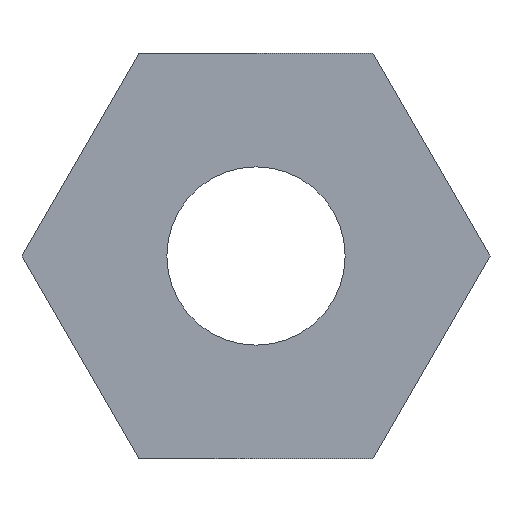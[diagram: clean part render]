
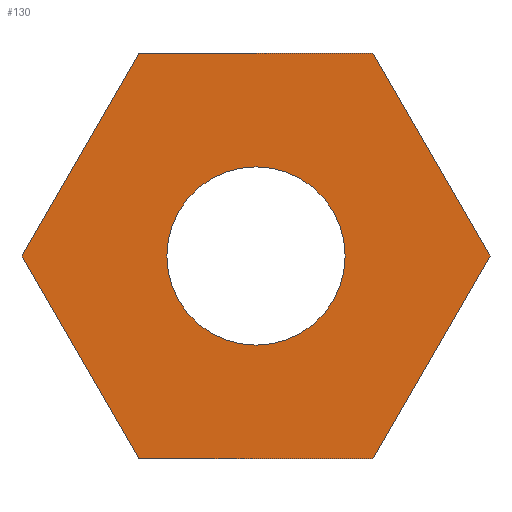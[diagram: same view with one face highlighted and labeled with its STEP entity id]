
A CAD part, front view. The second image highlights one B-rep face of the part: STEP entity #130.
In plain terms, the highlighted planar face has unit normal (0, -1, 0).
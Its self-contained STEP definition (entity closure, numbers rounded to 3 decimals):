
#2 = LINE ( 'NONE', #86, #133 ) ;
#3 = FACE_OUTER_BOUND ( 'NONE', #165, .T. ) ;
#11 = VERTEX_POINT ( 'NONE', #102 ) ;
#18 = EDGE_CURVE ( 'NONE', #222, #340, #260, .T. ) ;
#22 = ORIENTED_EDGE ( 'NONE', *, *, #36, .F. ) ;
#26 = LINE ( 'NONE', #203, #131 ) ;
#34 = LINE ( 'NONE', #208, #277 ) ;
#36 = EDGE_CURVE ( 'NONE', #340, #270, #90, .T. ) ;
#45 = DIRECTION ( 'NONE',  ( -0.5, 0., 0.866 ) ) ;
#46 = PLANE ( 'NONE',  #225 ) ;
#48 = VECTOR ( 'NONE', #109, 1000. ) ;
#58 = CIRCLE ( 'NONE', #234, 0.55 ) ;
#63 = CIRCLE ( 'NONE', #116, 0.55 ) ;
#65 = VERTEX_POINT ( 'NONE', #72 ) ;
#70 = VERTEX_POINT ( 'NONE', #141 ) ;
#72 = CARTESIAN_POINT ( 'NONE',  ( 0., 0., 0.55 ) ) ;
#73 = CARTESIAN_POINT ( 'NONE',  ( -0.722, 0., 1.25 ) ) ;
#86 = CARTESIAN_POINT ( 'NONE',  ( 0.722, 0., 1.25 ) ) ;
#88 = DIRECTION ( 'NONE',  ( 0., 0., 1. ) ) ;
#90 = LINE ( 'NONE', #73, #48 ) ;
#100 = ORIENTED_EDGE ( 'NONE', *, *, #108, .F. ) ;
#101 = EDGE_CURVE ( 'NONE', #247, #65, #58, .T. ) ;
#102 = CARTESIAN_POINT ( 'NONE',  ( -0.722, 0., -1.25 ) ) ;
#103 = ORIENTED_EDGE ( 'NONE', *, *, #262, .F. ) ;
#108 = EDGE_CURVE ( 'NONE', #70, #224, #34, .T. ) ;
#109 = DIRECTION ( 'NONE',  ( 1., 0., 0. ) ) ;
#113 = DIRECTION ( 'NONE',  ( -1., 0., 0. ) ) ;
#116 = AXIS2_PLACEMENT_3D ( 'NONE', #333, #213, #239 ) ;
#123 = VECTOR ( 'NONE', #250, 1000. ) ;
#129 = EDGE_CURVE ( 'NONE', #11, #222, #26, .T. ) ;
#130 = ADVANCED_FACE ( 'NONE', ( #241, #3 ), #46, .F. ) ;
#131 = VECTOR ( 'NONE', #45, 1000. ) ;
#132 = EDGE_LOOP ( 'NONE', ( #199, #216 ) ) ;
#133 = VECTOR ( 'NONE', #169, 1000. ) ;
#135 = CARTESIAN_POINT ( 'NONE',  ( 0., 0., 0. ) ) ;
#141 = CARTESIAN_POINT ( 'NONE',  ( 1.443, 0., 0. ) ) ;
#165 = EDGE_LOOP ( 'NONE', ( #316, #100, #103, #22, #228, #248 ) ) ;
#166 = DIRECTION ( 'NONE',  ( 0., -1., 0. ) ) ;
#169 = DIRECTION ( 'NONE',  ( 0.5, 0., -0.866 ) ) ;
#183 = DIRECTION ( 'NONE',  ( -0.5, 0., -0.866 ) ) ;
#192 = CARTESIAN_POINT ( 'NONE',  ( -1.443, 0., 0. ) ) ;
#196 = VECTOR ( 'NONE', #113, 1000. ) ;
#199 = ORIENTED_EDGE ( 'NONE', *, *, #101, .F. ) ;
#203 = CARTESIAN_POINT ( 'NONE',  ( -0.722, 0., -1.25 ) ) ;
#208 = CARTESIAN_POINT ( 'NONE',  ( 1.443, 0., 0. ) ) ;
#212 = CARTESIAN_POINT ( 'NONE',  ( 0.722, 0., 1.25 ) ) ;
#213 = DIRECTION ( 'NONE',  ( 0., -1., 0. ) ) ;
#214 = CARTESIAN_POINT ( 'NONE',  ( 0.722, 0., -1.25 ) ) ;
#216 = ORIENTED_EDGE ( 'NONE', *, *, #219, .F. ) ;
#219 = EDGE_CURVE ( 'NONE', #65, #247, #63, .T. ) ;
#222 = VERTEX_POINT ( 'NONE', #192 ) ;
#224 = VERTEX_POINT ( 'NONE', #257 ) ;
#225 = AXIS2_PLACEMENT_3D ( 'NONE', #252, #259, #88 ) ;
#227 = CARTESIAN_POINT ( 'NONE',  ( -1.443, 0., 0. ) ) ;
#228 = ORIENTED_EDGE ( 'NONE', *, *, #18, .F. ) ;
#234 = AXIS2_PLACEMENT_3D ( 'NONE', #135, #166, #300 ) ;
#239 = DIRECTION ( 'NONE',  ( 0., 0., -1. ) ) ;
#241 = FACE_BOUND ( 'NONE', #132, .T. ) ;
#247 = VERTEX_POINT ( 'NONE', #314 ) ;
#248 = ORIENTED_EDGE ( 'NONE', *, *, #129, .F. ) ;
#250 = DIRECTION ( 'NONE',  ( 0.5, 0., 0.866 ) ) ;
#252 = CARTESIAN_POINT ( 'NONE',  ( 0., 0., 0. ) ) ;
#257 = CARTESIAN_POINT ( 'NONE',  ( 0.722, 0., -1.25 ) ) ;
#259 = DIRECTION ( 'NONE',  ( 0., 1., 0. ) ) ;
#260 = LINE ( 'NONE', #227, #123 ) ;
#262 = EDGE_CURVE ( 'NONE', #270, #70, #2, .T. ) ;
#268 = CARTESIAN_POINT ( 'NONE',  ( -0.722, 0., 1.25 ) ) ;
#270 = VERTEX_POINT ( 'NONE', #212 ) ;
#277 = VECTOR ( 'NONE', #183, 1000. ) ;
#300 = DIRECTION ( 'NONE',  ( 0., 0., -1. ) ) ;
#310 = LINE ( 'NONE', #214, #196 ) ;
#313 = EDGE_CURVE ( 'NONE', #224, #11, #310, .T. ) ;
#314 = CARTESIAN_POINT ( 'NONE',  ( 0., 0., -0.55 ) ) ;
#316 = ORIENTED_EDGE ( 'NONE', *, *, #313, .F. ) ;
#333 = CARTESIAN_POINT ( 'NONE',  ( 0., 0., 0. ) ) ;
#340 = VERTEX_POINT ( 'NONE', #268 ) ;
